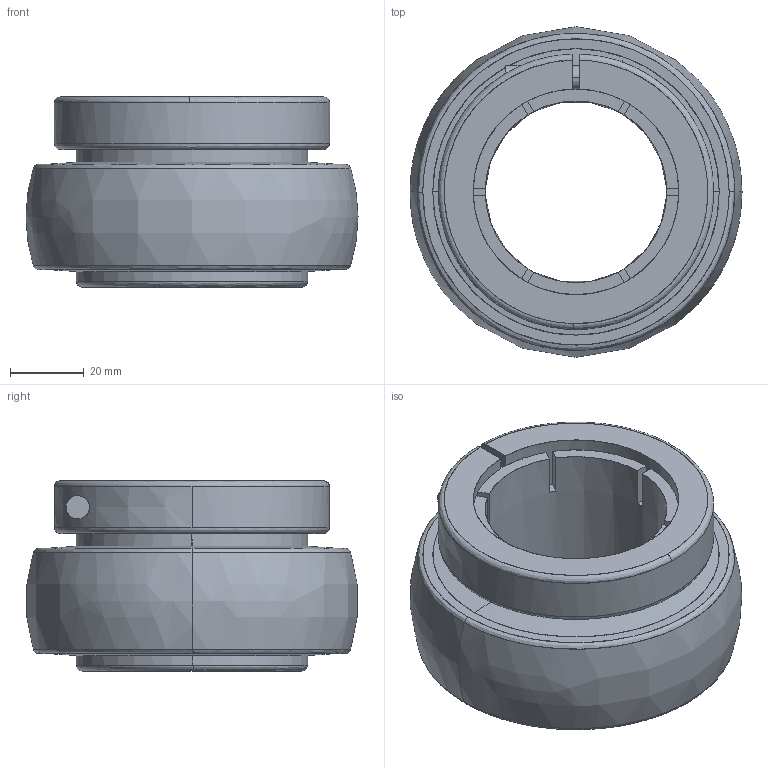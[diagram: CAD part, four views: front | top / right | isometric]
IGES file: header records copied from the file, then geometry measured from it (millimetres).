
Start section: SolidWorks IGES file using analytic representation for surfaces
Global section: file name: 2-DEFAU081372257672.igs; native system: SolidWorks 2017; preprocessor: SolidWorks 2017; author: partstream; date: 170813.072207; units: millimetre
Bounding box: 90 x 89.55 x 51.59 mm (x, y, z)
Surface area: 31799.6 mm2 (no closed solid volume)
Topology: 0 solids, 0 shells, 76 faces, 1545 edges, 1548 vertices
Faces by surface type: bspline 46, revolution 30
